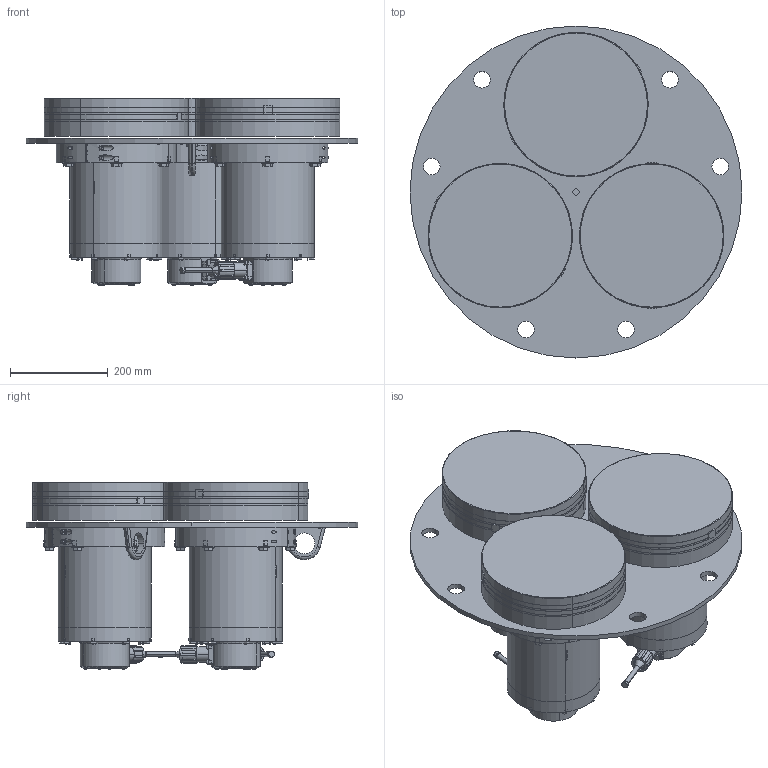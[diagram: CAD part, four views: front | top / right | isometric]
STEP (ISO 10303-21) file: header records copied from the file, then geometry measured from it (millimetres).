
FILE_DESCRIPTION (( 'STEP AP203' ), '1' );
FILE_NAME ('SME00769.STEP', '2016-11-15T10:11:25', ( '' ), ( '' ), 'SwSTEP 2.0', 'SolidWorks 2016', '' );
FILE_SCHEMA (( 'CONFIG_CONTROL_DESIGN' ));
Length unit declared in the file: millimetre
Products named in the file (1): SME00769
Bounding box: 680 x 680 x 383.7 mm (x, y, z)
Surface area: 1858675.8 mm2 (no closed solid volume)
Topology: 0 solids, 299 shells, 1316 faces, 5592 edges, 4498 vertices
Faces by surface type: plane 774, cylinder 476, bspline 27, cone 21, torus 18
Entity records: 66465 total; most frequent: CARTESIAN_POINT 21655, DIRECTION 9198, ORIENTED_EDGE 7445, EDGE_CURVE 5592, VERTEX_POINT 4498, AXIS2_PLACEMENT_3D 3092, VECTOR 3014, LINE 3014
